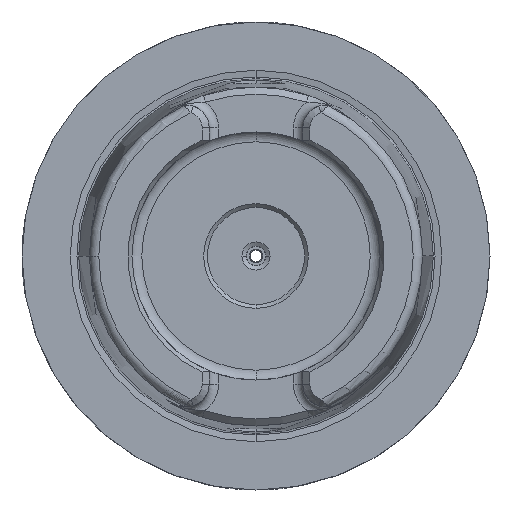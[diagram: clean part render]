
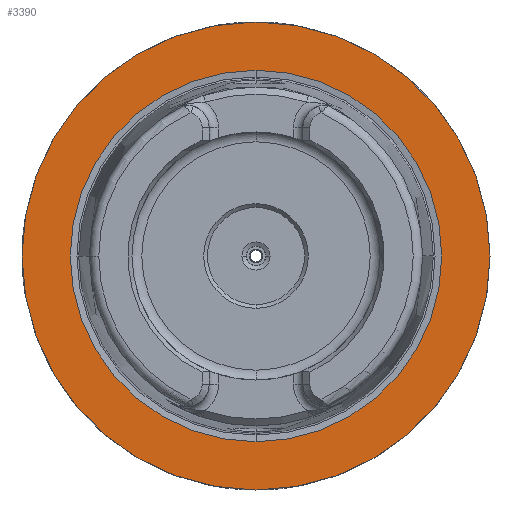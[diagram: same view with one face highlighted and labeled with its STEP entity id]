
A CAD part, left-side view. The second image highlights one B-rep face of the part: STEP entity #3390.
In plain terms, the highlighted planar face has unit normal (-1, 0, 0).
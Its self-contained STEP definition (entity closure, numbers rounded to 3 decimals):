
#55 = AXIS2_PLACEMENT_3D ( 'NONE', #11075, #3909, #2610 ) ;
#190 = ORIENTED_EDGE ( 'NONE', *, *, #8024, .T. ) ;
#332 = CARTESIAN_POINT ( 'NONE',  ( 0., 0., 0. ) ) ;
#824 = EDGE_LOOP ( 'NONE', ( #190, #4324 ) ) ;
#893 = CARTESIAN_POINT ( 'NONE',  ( 0., 0., 50. ) ) ;
#1003 = VERTEX_POINT ( 'NONE', #7602 ) ;
#1124 = EDGE_LOOP ( 'NONE', ( #3737, #4740 ) ) ;
#1244 = AXIS2_PLACEMENT_3D ( 'NONE', #7749, #2183, #8677 ) ;
#2183 = DIRECTION ( 'NONE',  ( 1., 0., 0. ) ) ;
#2249 = EDGE_CURVE ( 'NONE', #1003, #10293, #8790, .T. ) ;
#2421 = AXIS2_PLACEMENT_3D ( 'NONE', #10402, #4825, #11343 ) ;
#2610 = DIRECTION ( 'NONE',  ( 0., 0., 1. ) ) ;
#2745 = FACE_BOUND ( 'NONE', #1124, .T. ) ;
#2821 = CIRCLE ( 'NONE', #2421, 50. ) ;
#2857 = CARTESIAN_POINT ( 'NONE',  ( 0., 0., -39.682 ) ) ;
#3390 = ADVANCED_FACE ( 'NONE', ( #9881, #2745 ), #4895, .F. ) ;
#3711 = CIRCLE ( 'NONE', #7824, 39.682 ) ;
#3737 = ORIENTED_EDGE ( 'NONE', *, *, #6571, .F. ) ;
#3909 = DIRECTION ( 'NONE',  ( -1., 0., 0. ) ) ;
#4324 = ORIENTED_EDGE ( 'NONE', *, *, #2249, .T. ) ;
#4457 = DIRECTION ( 'NONE',  ( -1., 0., 0. ) ) ;
#4740 = ORIENTED_EDGE ( 'NONE', *, *, #5186, .F. ) ;
#4825 = DIRECTION ( 'NONE',  ( -1., 0., 0. ) ) ;
#4895 = PLANE ( 'NONE',  #1244 ) ;
#5186 = EDGE_CURVE ( 'NONE', #10913, #10561, #3711, .T. ) ;
#6571 = EDGE_CURVE ( 'NONE', #10561, #10913, #10408, .T. ) ;
#7141 = CARTESIAN_POINT ( 'NONE',  ( 0., 0., 39.682 ) ) ;
#7602 = CARTESIAN_POINT ( 'NONE',  ( 0., 0., -50. ) ) ;
#7749 = CARTESIAN_POINT ( 'NONE',  ( 0., 0., 0. ) ) ;
#7824 = AXIS2_PLACEMENT_3D ( 'NONE', #10058, #4457, #10985 ) ;
#8024 = EDGE_CURVE ( 'NONE', #10293, #1003, #2821, .T. ) ;
#8677 = DIRECTION ( 'NONE',  ( 0., 0., -1. ) ) ;
#8790 = CIRCLE ( 'NONE', #10634, 50. ) ;
#9598 = DIRECTION ( 'NONE',  ( -1., 0., 0. ) ) ;
#9881 = FACE_OUTER_BOUND ( 'NONE', #824, .T. ) ;
#10058 = CARTESIAN_POINT ( 'NONE',  ( 0., 0., 0. ) ) ;
#10293 = VERTEX_POINT ( 'NONE', #893 ) ;
#10402 = CARTESIAN_POINT ( 'NONE',  ( 0., 0., 0. ) ) ;
#10408 = CIRCLE ( 'NONE', #55, 39.682 ) ;
#10527 = DIRECTION ( 'NONE',  ( 0., 0., 1. ) ) ;
#10561 = VERTEX_POINT ( 'NONE', #7141 ) ;
#10634 = AXIS2_PLACEMENT_3D ( 'NONE', #332, #9598, #10527 ) ;
#10913 = VERTEX_POINT ( 'NONE', #2857 ) ;
#10985 = DIRECTION ( 'NONE',  ( 0., 0., 1. ) ) ;
#11075 = CARTESIAN_POINT ( 'NONE',  ( 0., 0., 0. ) ) ;
#11343 = DIRECTION ( 'NONE',  ( 0., 0., 1. ) ) ;
